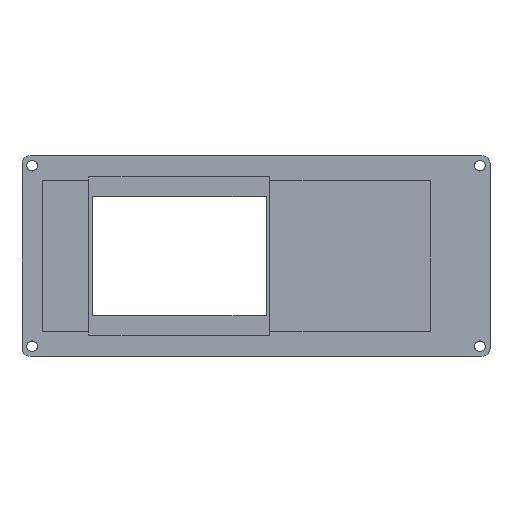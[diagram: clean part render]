
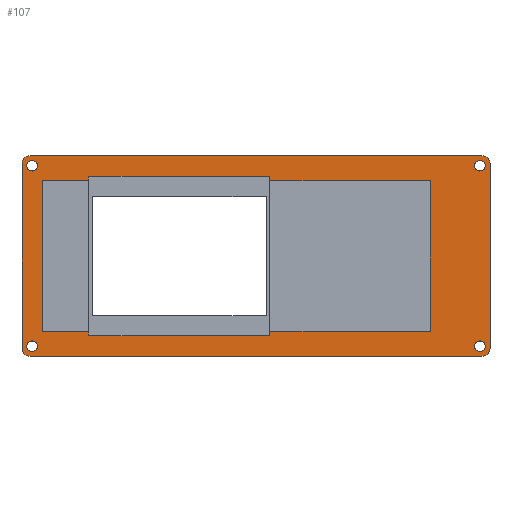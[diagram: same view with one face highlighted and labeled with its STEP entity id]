
A CAD part, top view. The second image highlights one B-rep face of the part: STEP entity #107.
In plain terms, the highlighted planar face has unit normal (0, 0, 1).
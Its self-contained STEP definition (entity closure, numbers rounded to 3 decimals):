
#107=ADVANCED_FACE('',(#219,#220,#221,#222,#223,#224),#225,.T.);
#219=FACE_BOUND('',#346,.T.);
#220=FACE_BOUND('',#347,.T.);
#221=FACE_BOUND('',#348,.T.);
#222=FACE_BOUND('',#349,.T.);
#223=FACE_BOUND('',#350,.T.);
#224=FACE_OUTER_BOUND('',#351,.T.);
#225=PLANE('',#352);
#346=EDGE_LOOP('',(#602));
#347=EDGE_LOOP('',(#603));
#348=EDGE_LOOP('',(#604));
#349=EDGE_LOOP('',(#605));
#350=EDGE_LOOP('',(#606,#607,#608,#609,#610,#611,#612,#613,#614,#615,#616,#617,#618,#619,#620,#621));
#351=EDGE_LOOP('',(#622,#623,#624,#625,#626,#627,#628,#629));
#352=AXIS2_PLACEMENT_3D('',#630,#631,#632);
#602=ORIENTED_EDGE('',*,*,#818,.F.);
#603=ORIENTED_EDGE('',*,*,#819,.F.);
#604=ORIENTED_EDGE('',*,*,#820,.F.);
#605=ORIENTED_EDGE('',*,*,#821,.F.);
#606=ORIENTED_EDGE('',*,*,#735,.F.);
#607=ORIENTED_EDGE('',*,*,#764,.T.);
#608=ORIENTED_EDGE('',*,*,#804,.F.);
#609=ORIENTED_EDGE('',*,*,#809,.F.);
#610=ORIENTED_EDGE('',*,*,#812,.F.);
#611=ORIENTED_EDGE('',*,*,#773,.T.);
#612=ORIENTED_EDGE('',*,*,#718,.F.);
#613=ORIENTED_EDGE('',*,*,#822,.F.);
#614=ORIENTED_EDGE('',*,*,#730,.F.);
#615=ORIENTED_EDGE('',*,*,#776,.T.);
#616=ORIENTED_EDGE('',*,*,#814,.F.);
#617=ORIENTED_EDGE('',*,*,#816,.F.);
#618=ORIENTED_EDGE('',*,*,#805,.F.);
#619=ORIENTED_EDGE('',*,*,#770,.T.);
#620=ORIENTED_EDGE('',*,*,#792,.F.);
#621=ORIENTED_EDGE('',*,*,#788,.F.);
#622=ORIENTED_EDGE('',*,*,#823,.T.);
#623=ORIENTED_EDGE('',*,*,#748,.T.);
#624=ORIENTED_EDGE('',*,*,#738,.T.);
#625=ORIENTED_EDGE('',*,*,#757,.T.);
#626=ORIENTED_EDGE('',*,*,#743,.T.);
#627=ORIENTED_EDGE('',*,*,#760,.T.);
#628=ORIENTED_EDGE('',*,*,#824,.T.);
#629=ORIENTED_EDGE('',*,*,#752,.T.);
#630=CARTESIAN_POINT('',(0.0,0.0,10.0));
#631=DIRECTION('',(0.0,0.0,1.0));
#632=DIRECTION('',(1.0,0.0,0.0));
#718=EDGE_CURVE('',#845,#846,#847,.T.);
#730=EDGE_CURVE('',#864,#866,#867,.T.);
#735=EDGE_CURVE('',#873,#875,#876,.T.);
#738=EDGE_CURVE('',#879,#880,#881,.T.);
#743=EDGE_CURVE('',#888,#889,#890,.T.);
#748=EDGE_CURVE('',#897,#879,#898,.T.);
#752=EDGE_CURVE('',#903,#904,#905,.T.);
#757=EDGE_CURVE('',#880,#888,#912,.T.);
#760=EDGE_CURVE('',#889,#915,#916,.T.);
#764=EDGE_CURVE('',#873,#921,#922,.T.);
#770=EDGE_CURVE('',#932,#930,#933,.T.);
#773=EDGE_CURVE('',#936,#846,#937,.T.);
#776=EDGE_CURVE('',#864,#940,#941,.T.);
#788=EDGE_CURVE('',#875,#959,#960,.T.);
#792=EDGE_CURVE('',#959,#930,#965,.T.);
#804=EDGE_CURVE('',#982,#921,#983,.T.);
#805=EDGE_CURVE('',#932,#984,#985,.T.);
#809=EDGE_CURVE('',#989,#982,#990,.T.);
#812=EDGE_CURVE('',#936,#989,#993,.T.);
#814=EDGE_CURVE('',#994,#940,#996,.T.);
#816=EDGE_CURVE('',#984,#994,#998,.T.);
#818=EDGE_CURVE('',#1000,#1000,#1001,.T.);
#819=EDGE_CURVE('',#1002,#1002,#1003,.T.);
#820=EDGE_CURVE('',#1004,#1004,#1005,.T.);
#821=EDGE_CURVE('',#1006,#1006,#1007,.T.);
#822=EDGE_CURVE('',#866,#845,#1008,.T.);
#823=EDGE_CURVE('',#904,#897,#1009,.T.);
#824=EDGE_CURVE('',#915,#903,#1010,.T.);
#845=VERTEX_POINT('',#1036);
#846=VERTEX_POINT('',#1037);
#847=LINE('',#1038,#1039);
#864=VERTEX_POINT('',#1062);
#866=VERTEX_POINT('',#1065);
#867=LINE('',#1066,#1067);
#873=VERTEX_POINT('',#1075);
#875=VERTEX_POINT('',#1078);
#876=LINE('',#1079,#1080);
#879=VERTEX_POINT('',#1084);
#880=VERTEX_POINT('',#1085);
#881=LINE('',#1086,#1087);
#888=VERTEX_POINT('',#1097);
#889=VERTEX_POINT('',#1098);
#890=LINE('',#1099,#1100);
#897=VERTEX_POINT('',#1110);
#898=CIRCLE('',#1111,6.0);
#903=VERTEX_POINT('',#1117);
#904=VERTEX_POINT('',#1118);
#905=CIRCLE('',#1119,6.0);
#912=CIRCLE('',#1128,6.0);
#915=VERTEX_POINT('',#1131);
#916=CIRCLE('',#1132,6.0);
#921=VERTEX_POINT('',#1138);
#922=CIRCLE('',#1139,1.0);
#930=VERTEX_POINT('',#1148);
#932=VERTEX_POINT('',#1151);
#933=CIRCLE('',#1152,1.0);
#936=VERTEX_POINT('',#1156);
#937=CIRCLE('',#1157,1.0);
#940=VERTEX_POINT('',#1161);
#941=CIRCLE('',#1162,1.0);
#959=VERTEX_POINT('',#1188);
#960=LINE('',#1189,#1190);
#965=LINE('',#1197,#1198);
#982=VERTEX_POINT('',#1223);
#983=LINE('',#1224,#1225);
#984=VERTEX_POINT('',#1226);
#985=LINE('',#1227,#1228);
#989=VERTEX_POINT('',#1234);
#990=LINE('',#1235,#1236);
#993=LINE('',#1240,#1241);
#994=VERTEX_POINT('',#1242);
#996=LINE('',#1245,#1246);
#998=LINE('',#1248,#1249);
#1000=VERTEX_POINT('',#1251);
#1001=CIRCLE('',#1252,4.0);
#1002=VERTEX_POINT('',#1253);
#1003=CIRCLE('',#1254,4.0);
#1004=VERTEX_POINT('',#1255);
#1005=CIRCLE('',#1256,4.0);
#1006=VERTEX_POINT('',#1257);
#1007=CIRCLE('',#1258,4.0);
#1008=LINE('',#1259,#1260);
#1009=LINE('',#1261,#1262);
#1010=LINE('',#1263,#1264);
#1036=CARTESIAN_POINT('',(15.0,-131.45,10.0));
#1037=CARTESIAN_POINT('',(49.0,-131.45,10.0));
#1038=CARTESIAN_POINT('',(160.1,-131.45,10.0));
#1039=VECTOR('',#1294,1.0);
#1062=CARTESIAN_POINT('',(49.0,-18.55,10.0));
#1065=CARTESIAN_POINT('',(15.0,-18.55,10.0));
#1066=CARTESIAN_POINT('',(160.1,-18.55,10.0));
#1067=VECTOR('',#1308,1.0);
#1075=CARTESIAN_POINT('',(186.2,-131.45,10.0));
#1078=CARTESIAN_POINT('',(305.2,-131.45,10.0));
#1079=CARTESIAN_POINT('',(160.1,-131.45,10.0));
#1080=VECTOR('',#1312,1.0);
#1084=CARTESIAN_POINT('',(344.0,0.,10.0));
#1085=CARTESIAN_POINT('',(6.0,0.,10.0));
#1086=CARTESIAN_POINT('',(175.0,0.0,10.0));
#1087=VECTOR('',#1314,1.0);
#1097=CARTESIAN_POINT('',(0.,-6.0,10.0));
#1098=CARTESIAN_POINT('',(0.,-144.0,10.0));
#1099=CARTESIAN_POINT('',(0.0,-75.0,10.0));
#1100=VECTOR('',#1318,1.0);
#1110=CARTESIAN_POINT('',(350.0,-6.0,10.0));
#1111=AXIS2_PLACEMENT_3D('',#1322,#1323,#1324);
#1117=CARTESIAN_POINT('',(344.0,-150.0,10.0));
#1118=CARTESIAN_POINT('',(350.0,-144.0,10.0));
#1119=AXIS2_PLACEMENT_3D('',#1329,#1330,#1331);
#1128=AXIS2_PLACEMENT_3D('',#1337,#1338,#1339);
#1131=CARTESIAN_POINT('',(6.0,-150.0,10.0));
#1132=AXIS2_PLACEMENT_3D('',#1343,#1344,#1345);
#1138=CARTESIAN_POINT('',(185.2,-132.45,10.0));
#1139=AXIS2_PLACEMENT_3D('',#1350,#1351,#1352);
#1148=CARTESIAN_POINT('',(186.2,-18.55,10.0));
#1151=CARTESIAN_POINT('',(185.2,-17.55,10.0));
#1152=AXIS2_PLACEMENT_3D('',#1361,#1362,#1363);
#1156=CARTESIAN_POINT('',(50.0,-132.45,10.0));
#1157=AXIS2_PLACEMENT_3D('',#1365,#1366,#1367);
#1161=CARTESIAN_POINT('',(50.0,-17.55,10.0));
#1162=AXIS2_PLACEMENT_3D('',#1369,#1370,#1371);
#1188=CARTESIAN_POINT('',(305.2,-18.55,10.0));
#1189=CARTESIAN_POINT('',(305.2,-75.0,10.0));
#1190=VECTOR('',#1380,1.0);
#1197=CARTESIAN_POINT('',(160.1,-18.55,10.0));
#1198=VECTOR('',#1383,1.0);
#1223=CARTESIAN_POINT('',(185.2,-134.5,10.0));
#1224=CARTESIAN_POINT('',(185.2,-75.0,10.0));
#1225=VECTOR('',#1392,1.0);
#1226=CARTESIAN_POINT('',(185.2,-15.5,10.0));
#1227=CARTESIAN_POINT('',(185.2,-75.0,10.0));
#1228=VECTOR('',#1393,1.0);
#1234=CARTESIAN_POINT('',(50.0,-134.5,10.0));
#1235=CARTESIAN_POINT('',(117.6,-134.5,10.0));
#1236=VECTOR('',#1396,1.0);
#1240=CARTESIAN_POINT('',(50.0,-75.0,10.0));
#1241=VECTOR('',#1398,1.0);
#1242=CARTESIAN_POINT('',(50.0,-15.5,10.0));
#1245=CARTESIAN_POINT('',(50.0,-75.0,10.0));
#1246=VECTOR('',#1400,1.0);
#1248=CARTESIAN_POINT('',(117.6,-15.5,10.0));
#1249=VECTOR('',#1401,1.0);
#1251=CARTESIAN_POINT('',(346.5,-7.5,10.0));
#1252=AXIS2_PLACEMENT_3D('',#1402,#1403,#1404);
#1253=CARTESIAN_POINT('',(11.5,-7.5,10.0));
#1254=AXIS2_PLACEMENT_3D('',#1405,#1406,#1407);
#1255=CARTESIAN_POINT('',(11.5,-142.5,10.0));
#1256=AXIS2_PLACEMENT_3D('',#1408,#1409,#1410);
#1257=CARTESIAN_POINT('',(346.5,-142.5,10.0));
#1258=AXIS2_PLACEMENT_3D('',#1411,#1412,#1413);
#1259=CARTESIAN_POINT('',(15.0,-75.0,10.0));
#1260=VECTOR('',#1414,1.0);
#1261=CARTESIAN_POINT('',(350.0,-75.0,10.0));
#1262=VECTOR('',#1415,1.0);
#1263=CARTESIAN_POINT('',(175.0,-150.0,10.0));
#1264=VECTOR('',#1416,1.0);
#1294=DIRECTION('',(1.0,0.,0.0));
#1308=DIRECTION('',(-1.0,0.,0.0));
#1312=DIRECTION('',(1.0,0.,0.0));
#1314=DIRECTION('',(-1.0,0.,0.0));
#1318=DIRECTION('',(0.,-1.0,0.0));
#1322=CARTESIAN_POINT('',(344.0,-6.0,10.0));
#1323=DIRECTION('',(0.0,0.0,1.0));
#1324=DIRECTION('',(1.0,0.0,0.0));
#1329=CARTESIAN_POINT('',(344.0,-144.0,10.0));
#1330=DIRECTION('',(0.0,0.0,1.0));
#1331=DIRECTION('',(1.0,0.0,0.0));
#1337=CARTESIAN_POINT('',(6.0,-6.0,10.0));
#1338=DIRECTION('',(0.0,0.0,1.0));
#1339=DIRECTION('',(1.0,0.0,0.0));
#1343=CARTESIAN_POINT('',(6.0,-144.0,10.0));
#1344=DIRECTION('',(0.0,0.0,1.0));
#1345=DIRECTION('',(1.0,0.0,0.0));
#1350=CARTESIAN_POINT('',(186.2,-132.45,10.0));
#1351=DIRECTION('',(0.0,0.0,1.0));
#1352=DIRECTION('',(1.0,0.0,0.0));
#1361=CARTESIAN_POINT('',(186.2,-17.55,10.0));
#1362=DIRECTION('',(0.0,0.0,1.0));
#1363=DIRECTION('',(1.0,0.0,0.0));
#1365=CARTESIAN_POINT('',(49.0,-132.45,10.0));
#1366=DIRECTION('',(0.0,0.0,1.0));
#1367=DIRECTION('',(1.0,0.0,0.0));
#1369=CARTESIAN_POINT('',(49.0,-17.55,10.0));
#1370=DIRECTION('',(0.0,0.0,1.0));
#1371=DIRECTION('',(1.0,0.0,0.0));
#1380=DIRECTION('',(0.,1.0,0.0));
#1383=DIRECTION('',(-1.0,0.,0.0));
#1392=DIRECTION('',(0.,1.0,0.0));
#1393=DIRECTION('',(0.,1.0,0.0));
#1396=DIRECTION('',(1.0,0.,0.0));
#1398=DIRECTION('',(0.,-1.0,0.0));
#1400=DIRECTION('',(0.,-1.0,0.0));
#1401=DIRECTION('',(-1.0,0.,0.0));
#1402=CARTESIAN_POINT('',(342.5,-7.5,10.0));
#1403=DIRECTION('',(0.0,0.0,1.0));
#1404=DIRECTION('',(1.0,0.0,0.0));
#1405=CARTESIAN_POINT('',(7.5,-7.5,10.0));
#1406=DIRECTION('',(0.0,0.0,1.0));
#1407=DIRECTION('',(1.0,0.0,0.0));
#1408=CARTESIAN_POINT('',(7.5,-142.5,10.0));
#1409=DIRECTION('',(0.0,0.0,1.0));
#1410=DIRECTION('',(1.0,0.0,0.0));
#1411=CARTESIAN_POINT('',(342.5,-142.5,10.0));
#1412=DIRECTION('',(0.0,0.0,1.0));
#1413=DIRECTION('',(1.0,0.0,0.0));
#1414=DIRECTION('',(0.,-1.0,0.0));
#1415=DIRECTION('',(0.,1.0,0.0));
#1416=DIRECTION('',(1.0,0.,0.0));
